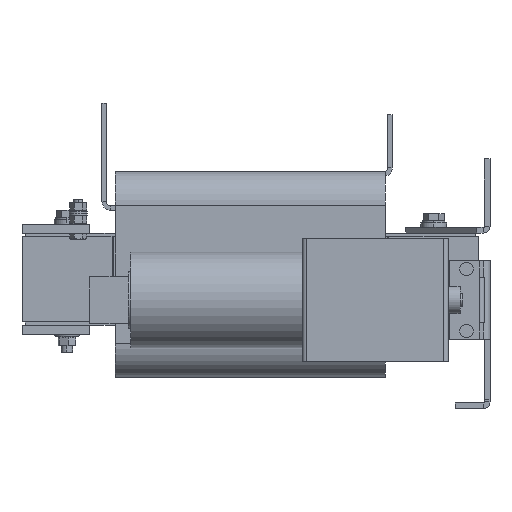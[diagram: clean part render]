
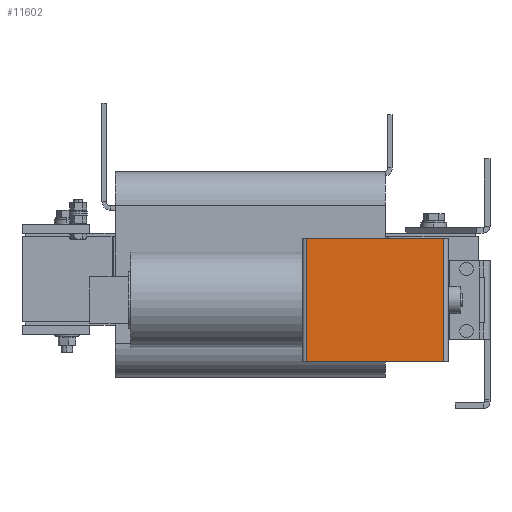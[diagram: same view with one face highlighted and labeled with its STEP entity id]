
A CAD part, left-side view. The second image highlights one B-rep face of the part: STEP entity #11602.
In plain terms, the highlighted planar face has unit normal (-1, 0, 0).
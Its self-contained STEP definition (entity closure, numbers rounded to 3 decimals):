
#879 = EDGE_CURVE ( 'NONE', #21704, #5310, #17464, .T. ) ;
#1041 = VECTOR ( 'NONE', #10197, 1000. ) ;
#1604 = CARTESIAN_POINT ( 'NONE',  ( -409., 113., -73.5 ) ) ;
#3629 = CARTESIAN_POINT ( 'NONE',  ( -409., 117., -18.5 ) ) ;
#3783 = VECTOR ( 'NONE', #7409, 1000. ) ;
#4053 = AXIS2_PLACEMENT_3D ( 'NONE', #3629, #5617, #12643 ) ;
#4434 = CARTESIAN_POINT ( 'NONE',  ( -409., -9., 36.5 ) ) ;
#4590 = LINE ( 'NONE', #21500, #6837 ) ;
#5310 = VERTEX_POINT ( 'NONE', #19982 ) ;
#5617 = DIRECTION ( 'NONE',  ( 1., 0., 0. ) ) ;
#6837 = VECTOR ( 'NONE', #14645, 1000. ) ;
#7409 = DIRECTION ( 'NONE',  ( 0., 0., 1. ) ) ;
#8106 = ORIENTED_EDGE ( 'NONE', *, *, #19277, .T. ) ;
#8879 = FACE_OUTER_BOUND ( 'NONE', #11987, .T. ) ;
#9954 = CARTESIAN_POINT ( 'NONE',  ( -409., 113., 36.5 ) ) ;
#10197 = DIRECTION ( 'NONE',  ( 0., 0., 1. ) ) ;
#10536 = ORIENTED_EDGE ( 'NONE', *, *, #21773, .T. ) ;
#10949 = CARTESIAN_POINT ( 'NONE',  ( -409., 117., -73.5 ) ) ;
#11602 = ADVANCED_FACE ( 'NONE', ( #8879 ), #17842, .F. ) ;
#11987 = EDGE_LOOP ( 'NONE', ( #10536, #12166, #16101, #8106 ) ) ;
#12108 = CARTESIAN_POINT ( 'NONE',  ( -409., -9., -73.5 ) ) ;
#12166 = ORIENTED_EDGE ( 'NONE', *, *, #13622, .T. ) ;
#12633 = VECTOR ( 'NONE', #17963, 1000. ) ;
#12643 = DIRECTION ( 'NONE',  ( 0., 1., 0. ) ) ;
#13191 = LINE ( 'NONE', #10949, #12633 ) ;
#13622 = EDGE_CURVE ( 'NONE', #14308, #5310, #4590, .T. ) ;
#14308 = VERTEX_POINT ( 'NONE', #4434 ) ;
#14645 = DIRECTION ( 'NONE',  ( 0., 1., 0. ) ) ;
#16101 = ORIENTED_EDGE ( 'NONE', *, *, #879, .F. ) ;
#17464 = LINE ( 'NONE', #9954, #1041 ) ;
#17842 = PLANE ( 'NONE',  #4053 ) ;
#17963 = DIRECTION ( 'NONE',  ( 0., -1., 0. ) ) ;
#19277 = EDGE_CURVE ( 'NONE', #21704, #20439, #13191, .T. ) ;
#19481 = CARTESIAN_POINT ( 'NONE',  ( -409., -9., -73.5 ) ) ;
#19982 = CARTESIAN_POINT ( 'NONE',  ( -409., 113., 36.5 ) ) ;
#20439 = VERTEX_POINT ( 'NONE', #12108 ) ;
#21500 = CARTESIAN_POINT ( 'NONE',  ( -409., 117., 36.5 ) ) ;
#21704 = VERTEX_POINT ( 'NONE', #1604 ) ;
#21773 = EDGE_CURVE ( 'NONE', #20439, #14308, #22703, .T. ) ;
#22703 = LINE ( 'NONE', #19481, #3783 ) ;
